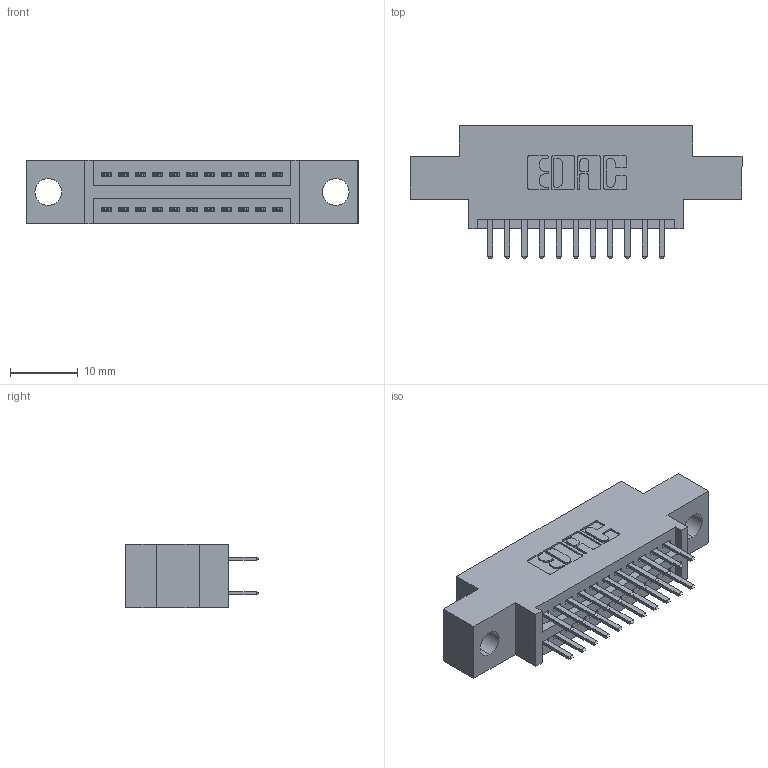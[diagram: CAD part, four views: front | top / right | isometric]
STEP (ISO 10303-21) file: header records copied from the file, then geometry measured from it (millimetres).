
FILE_DESCRIPTION (( 'STEP AP203' ), '1' );
FILE_NAME ('395-022-520-804.STEP', '2018-11-08T00:32:45', ( '' ), ( '' ), 'SwSTEP 2.0', 'SolidWorks 2016', '' );
FILE_SCHEMA (( 'CONFIG_CONTROL_DESIGN' ));
Length unit declared in the file: inch
Products named in the file (3): 345-292-001_345-293-120; 345 Part_0.170 Offset - 0.156 Dia-TH; 395-022-520-804
Assembly tree (23 placements, depth 2):
  395-022-520-804
    345 Part_0.170 Offset - 0.156 Dia-TH
    345-292-001_345-293-120  x22
Bounding box: 49.15 x 19.68 x 9.4 mm (x, y, z)
Volume: 4275.7 mm3; surface area: 5657.9 mm2
Topology: 23 solids, 23 shells, 1318 faces, 3807 edges, 2478 vertices
Faces by surface type: plane 854, cylinder 464
Entity records: 13053 total; most frequent: CARTESIAN_POINT 2232, ORIENTED_EDGE 2154, DIRECTION 1993, EDGE_CURVE 1077, LINE 897, VECTOR 897, VERTEX_POINT 714, AXIS2_PLACEMENT_3D 548
